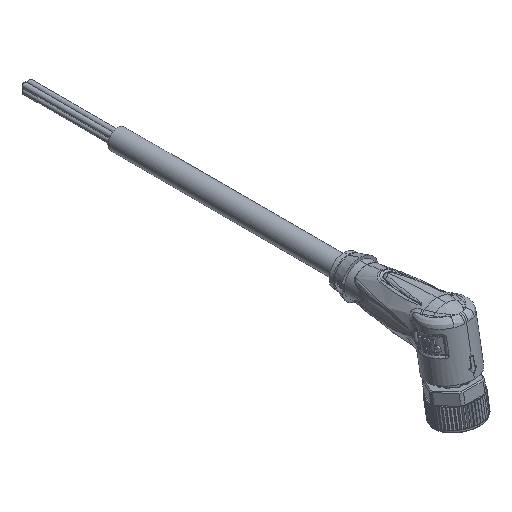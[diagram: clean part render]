
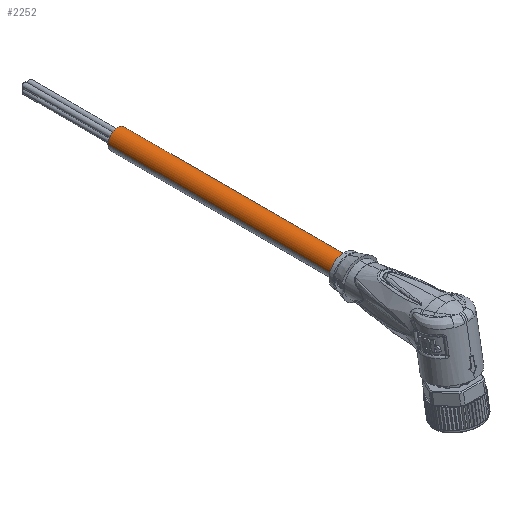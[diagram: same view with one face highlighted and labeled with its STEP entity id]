
A CAD part, isometric view. The second image highlights one B-rep face of the part: STEP entity #2252.
In plain terms, the highlighted cylindrical face has radius 2.15 mm (diameter 4.3 mm), a partial arc.
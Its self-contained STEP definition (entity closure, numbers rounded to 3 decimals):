
#2252=ADVANCED_FACE('',(#6423),#6424,.T.);
#6423=FACE_OUTER_BOUND('',#12184,.T.);
#6424=CYLINDRICAL_SURFACE('',#12185,2.15);
#12184=EDGE_LOOP('',(#65123,#65124,#65125,#65126));
#12185=AXIS2_PLACEMENT_3D('',#65127,#65128,#65129);
#65123=ORIENTED_EDGE('',*,*,#74917,.T.);
#65124=ORIENTED_EDGE('',*,*,#74922,.F.);
#65125=ORIENTED_EDGE('',*,*,#74919,.T.);
#65126=ORIENTED_EDGE('',*,*,#74923,.F.);
#65127=CARTESIAN_POINT('',(0.0,47.5,0.0));
#65128=DIRECTION('',(-0.0,1.0,0.0));
#65129=DIRECTION('',(1.0,0.0,0.0));
#74917=EDGE_CURVE('',#77287,#77288,#77289,.T.);
#74919=EDGE_CURVE('',#77292,#77290,#77293,.T.);
#74922=EDGE_CURVE('',#77292,#77288,#77296,.T.);
#74923=EDGE_CURVE('',#77287,#77290,#77297,.T.);
#77287=VERTEX_POINT('',#80518);
#77288=VERTEX_POINT('',#80519);
#77289=LINE('',#80520,#80521);
#77290=VERTEX_POINT('',#80522);
#77292=VERTEX_POINT('',#80524);
#77293=LINE('',#80525,#80526);
#77296=CIRCLE('',#80529,2.15);
#77297=CIRCLE('',#80530,2.15);
#80518=CARTESIAN_POINT('',(2.15,22.5,0.0));
#80519=CARTESIAN_POINT('',(2.15,72.5,0.0));
#80520=CARTESIAN_POINT('',(2.15,47.5,0.));
#80521=VECTOR('',#88614,1.0);
#80522=CARTESIAN_POINT('',(-2.15,22.5,0.));
#80524=CARTESIAN_POINT('',(-2.15,72.5,0.));
#80525=CARTESIAN_POINT('',(-2.15,47.5,0.));
#80526=VECTOR('',#88618,1.0);
#80529=AXIS2_PLACEMENT_3D('',#88622,#88623,#88624);
#80530=AXIS2_PLACEMENT_3D('',#88625,#88626,#88627);
#88614=DIRECTION('',(0.0,1.0,0.0));
#88618=DIRECTION('',(-0.0,-1.0,-0.0));
#88622=CARTESIAN_POINT('',(0.0,72.5,0.0));
#88623=DIRECTION('',(-0.0,1.0,0.0));
#88624=DIRECTION('',(1.0,0.0,0.0));
#88625=CARTESIAN_POINT('',(0.0,22.5,0.0));
#88626=DIRECTION('',(0.0,-1.0,0.0));
#88627=DIRECTION('',(1.0,0.0,0.0));
